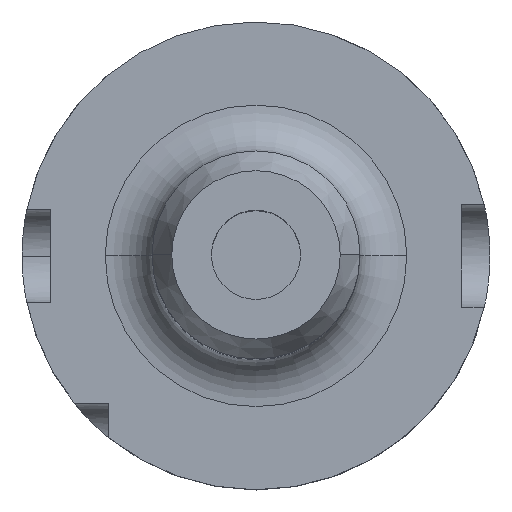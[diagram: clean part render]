
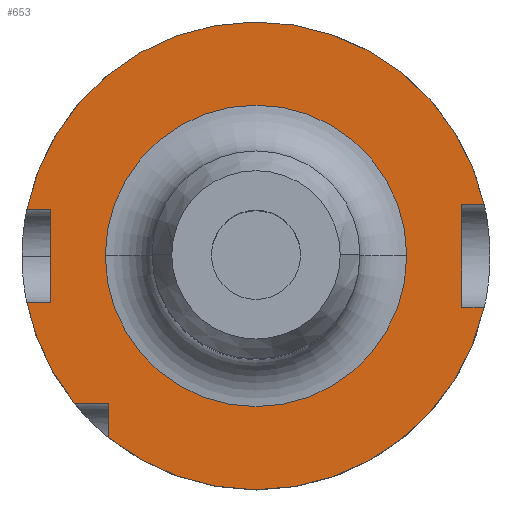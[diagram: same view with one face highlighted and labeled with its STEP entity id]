
A CAD part, top view. The second image highlights one B-rep face of the part: STEP entity #653.
In plain terms, the highlighted planar face has unit normal (0, 0, 1).
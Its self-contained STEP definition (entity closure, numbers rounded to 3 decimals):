
#10 = DIRECTION ( 'NONE',  ( 1., 0., 0. ) ) ;
#15 = VERTEX_POINT ( 'NONE', #656 ) ;
#16 = VERTEX_POINT ( 'NONE', #1664 ) ;
#19 = ORIENTED_EDGE ( 'NONE', *, *, #439, .F. ) ;
#149 = CARTESIAN_POINT ( 'NONE',  ( -44., 10., 29. ) ) ;
#183 = VECTOR ( 'NONE', #2232, 1000. ) ;
#186 = CARTESIAN_POINT ( 'NONE',  ( 0., -31.5, 29. ) ) ;
#187 = CARTESIAN_POINT ( 'NONE',  ( -44., -10., 29. ) ) ;
#214 = ORIENTED_EDGE ( 'NONE', *, *, #743, .F. ) ;
#217 = LINE ( 'NONE', #1453, #686 ) ;
#228 = ORIENTED_EDGE ( 'NONE', *, *, #802, .F. ) ;
#301 = CARTESIAN_POINT ( 'NONE',  ( 0., 10., 29. ) ) ;
#307 = DIRECTION ( 'NONE',  ( 1., 0., 0. ) ) ;
#312 = DIRECTION ( 'NONE',  ( 1., 0., 0. ) ) ;
#316 = LINE ( 'NONE', #973, #2256 ) ;
#365 = ORIENTED_EDGE ( 'NONE', *, *, #956, .F. ) ;
#392 = CARTESIAN_POINT ( 'NONE',  ( 44., 11., 29. ) ) ;
#414 = CIRCLE ( 'NONE', #620, 32.225 ) ;
#420 = DIRECTION ( 'NONE',  ( -1., 0., 0. ) ) ;
#435 = DIRECTION ( 'NONE',  ( 0., -1., 0. ) ) ;
#439 = EDGE_CURVE ( 'NONE', #1139, #791, #2245, .T. ) ;
#454 = CARTESIAN_POINT ( 'NONE',  ( 0., 0., 29. ) ) ;
#468 = ORIENTED_EDGE ( 'NONE', *, *, #555, .F. ) ;
#469 = AXIS2_PLACEMENT_3D ( 'NONE', #1108, #1322, #312 ) ;
#501 = AXIS2_PLACEMENT_3D ( 'NONE', #694, #2470, #307 ) ;
#507 = VERTEX_POINT ( 'NONE', #2153 ) ;
#526 = ORIENTED_EDGE ( 'NONE', *, *, #1380, .F. ) ;
#548 = EDGE_CURVE ( 'NONE', #507, #15, #2483, .T. ) ;
#555 = EDGE_CURVE ( 'NONE', #897, #2553, #1683, .T. ) ;
#573 = CARTESIAN_POINT ( 'NONE',  ( 48.775, 11., 29. ) ) ;
#620 = AXIS2_PLACEMENT_3D ( 'NONE', #2455, #1202, #10 ) ;
#621 = ORIENTED_EDGE ( 'NONE', *, *, #2363, .F. ) ;
#642 = CARTESIAN_POINT ( 'NONE',  ( -31.5, 22.225, 29. ) ) ;
#653 = ADVANCED_FACE ( 'NONE', ( #2531, #857 ), #1081, .T. ) ;
#656 = CARTESIAN_POINT ( 'NONE',  ( -32.225, 0., 29. ) ) ;
#664 = DIRECTION ( 'NONE',  ( 0., 0., -1. ) ) ;
#686 = VECTOR ( 'NONE', #435, 1000. ) ;
#694 = CARTESIAN_POINT ( 'NONE',  ( 0., 22.225, 29. ) ) ;
#701 = LINE ( 'NONE', #868, #2393 ) ;
#731 = CARTESIAN_POINT ( 'NONE',  ( 0., -10., 29. ) ) ;
#743 = EDGE_CURVE ( 'NONE', #1153, #1575, #2413, .T. ) ;
#761 = ORIENTED_EDGE ( 'NONE', *, *, #813, .T. ) ;
#791 = VERTEX_POINT ( 'NONE', #187 ) ;
#801 = DIRECTION ( 'NONE',  ( 0., 0., -1. ) ) ;
#802 = EDGE_CURVE ( 'NONE', #1810, #1139, #1549, .T. ) ;
#813 = EDGE_CURVE ( 'NONE', #15, #507, #414, .T. ) ;
#842 = CARTESIAN_POINT ( 'NONE',  ( -48.99, 10., 29. ) ) ;
#857 = FACE_OUTER_BOUND ( 'NONE', #1798, .T. ) ;
#868 = CARTESIAN_POINT ( 'NONE',  ( 0., 11., 29. ) ) ;
#889 = VECTOR ( 'NONE', #2041, 1000. ) ;
#897 = VERTEX_POINT ( 'NONE', #842 ) ;
#938 = ORIENTED_EDGE ( 'NONE', *, *, #1055, .T. ) ;
#944 = EDGE_CURVE ( 'NONE', #1596, #791, #217, .T. ) ;
#956 = EDGE_CURVE ( 'NONE', #2073, #1153, #2176, .T. ) ;
#973 = CARTESIAN_POINT ( 'NONE',  ( 0., -11., 29. ) ) ;
#1016 = AXIS2_PLACEMENT_3D ( 'NONE', #1846, #801, #420 ) ;
#1055 = EDGE_CURVE ( 'NONE', #2073, #16, #316, .T. ) ;
#1075 = EDGE_LOOP ( 'NONE', ( #1755, #761 ) ) ;
#1081 = PLANE ( 'NONE',  #501 ) ;
#1108 = CARTESIAN_POINT ( 'NONE',  ( 0., 0., 29. ) ) ;
#1126 = DIRECTION ( 'NONE',  ( 1., 0., 0. ) ) ;
#1139 = VERTEX_POINT ( 'NONE', #1951 ) ;
#1153 = VERTEX_POINT ( 'NONE', #2355 ) ;
#1198 = VECTOR ( 'NONE', #1868, 1000. ) ;
#1202 = DIRECTION ( 'NONE',  ( 0., 0., -1. ) ) ;
#1226 = CARTESIAN_POINT ( 'NONE',  ( 44., -11., 29. ) ) ;
#1270 = LINE ( 'NONE', #186, #183 ) ;
#1272 = DIRECTION ( 'NONE',  ( -1., 0., 0. ) ) ;
#1319 = DIRECTION ( 'NONE',  ( -1., 0., 0. ) ) ;
#1322 = DIRECTION ( 'NONE',  ( 0., 0., -1. ) ) ;
#1343 = LINE ( 'NONE', #301, #2354 ) ;
#1346 = AXIS2_PLACEMENT_3D ( 'NONE', #454, #664, #1272 ) ;
#1380 = EDGE_CURVE ( 'NONE', #1575, #1810, #1270, .T. ) ;
#1453 = CARTESIAN_POINT ( 'NONE',  ( -44., -10., 29. ) ) ;
#1535 = VERTEX_POINT ( 'NONE', #392 ) ;
#1549 = CIRCLE ( 'NONE', #1016, 50. ) ;
#1569 = CARTESIAN_POINT ( 'NONE',  ( -31.5, -31.5, 29. ) ) ;
#1575 = VERTEX_POINT ( 'NONE', #1569 ) ;
#1596 = VERTEX_POINT ( 'NONE', #149 ) ;
#1660 = DIRECTION ( 'NONE',  ( 1., 0., 0. ) ) ;
#1664 = CARTESIAN_POINT ( 'NONE',  ( 44., -11., 29. ) ) ;
#1683 = CIRCLE ( 'NONE', #1797, 50. ) ;
#1699 = EDGE_CURVE ( 'NONE', #1535, #16, #2581, .T. ) ;
#1755 = ORIENTED_EDGE ( 'NONE', *, *, #548, .T. ) ;
#1797 = AXIS2_PLACEMENT_3D ( 'NONE', #1876, #2327, #2521 ) ;
#1798 = EDGE_LOOP ( 'NONE', ( #526, #214, #365, #938, #2308, #2173, #468, #621, #2626, #19, #228 ) ) ;
#1810 = VERTEX_POINT ( 'NONE', #2112 ) ;
#1846 = CARTESIAN_POINT ( 'NONE',  ( 0., 0., 29. ) ) ;
#1868 = DIRECTION ( 'NONE',  ( 0., 1., 0. ) ) ;
#1876 = CARTESIAN_POINT ( 'NONE',  ( 0., 0., 29. ) ) ;
#1879 = VECTOR ( 'NONE', #1126, 1000. ) ;
#1951 = CARTESIAN_POINT ( 'NONE',  ( -48.99, -10., 29. ) ) ;
#1996 = DIRECTION ( 'NONE',  ( -1., 0., 0. ) ) ;
#2041 = DIRECTION ( 'NONE',  ( 0., -1., 0. ) ) ;
#2073 = VERTEX_POINT ( 'NONE', #2412 ) ;
#2112 = CARTESIAN_POINT ( 'NONE',  ( -38.83, -31.5, 29. ) ) ;
#2152 = EDGE_CURVE ( 'NONE', #1535, #2553, #701, .T. ) ;
#2153 = CARTESIAN_POINT ( 'NONE',  ( 32.225, 0., 29. ) ) ;
#2173 = ORIENTED_EDGE ( 'NONE', *, *, #2152, .T. ) ;
#2176 = CIRCLE ( 'NONE', #1346, 50. ) ;
#2232 = DIRECTION ( 'NONE',  ( -1., 0., 0. ) ) ;
#2245 = LINE ( 'NONE', #731, #1879 ) ;
#2256 = VECTOR ( 'NONE', #1996, 1000. ) ;
#2308 = ORIENTED_EDGE ( 'NONE', *, *, #1699, .F. ) ;
#2327 = DIRECTION ( 'NONE',  ( 0., 0., -1. ) ) ;
#2354 = VECTOR ( 'NONE', #1319, 1000. ) ;
#2355 = CARTESIAN_POINT ( 'NONE',  ( -31.5, -38.83, 29. ) ) ;
#2363 = EDGE_CURVE ( 'NONE', #1596, #897, #1343, .T. ) ;
#2393 = VECTOR ( 'NONE', #1660, 1000. ) ;
#2412 = CARTESIAN_POINT ( 'NONE',  ( 48.775, -11., 29. ) ) ;
#2413 = LINE ( 'NONE', #642, #1198 ) ;
#2455 = CARTESIAN_POINT ( 'NONE',  ( 0., 0., 29. ) ) ;
#2470 = DIRECTION ( 'NONE',  ( 0., 0., 1. ) ) ;
#2483 = CIRCLE ( 'NONE', #469, 32.225 ) ;
#2521 = DIRECTION ( 'NONE',  ( -1., 0., 0. ) ) ;
#2531 = FACE_BOUND ( 'NONE', #1075, .T. ) ;
#2553 = VERTEX_POINT ( 'NONE', #573 ) ;
#2581 = LINE ( 'NONE', #1226, #889 ) ;
#2626 = ORIENTED_EDGE ( 'NONE', *, *, #944, .T. ) ;
